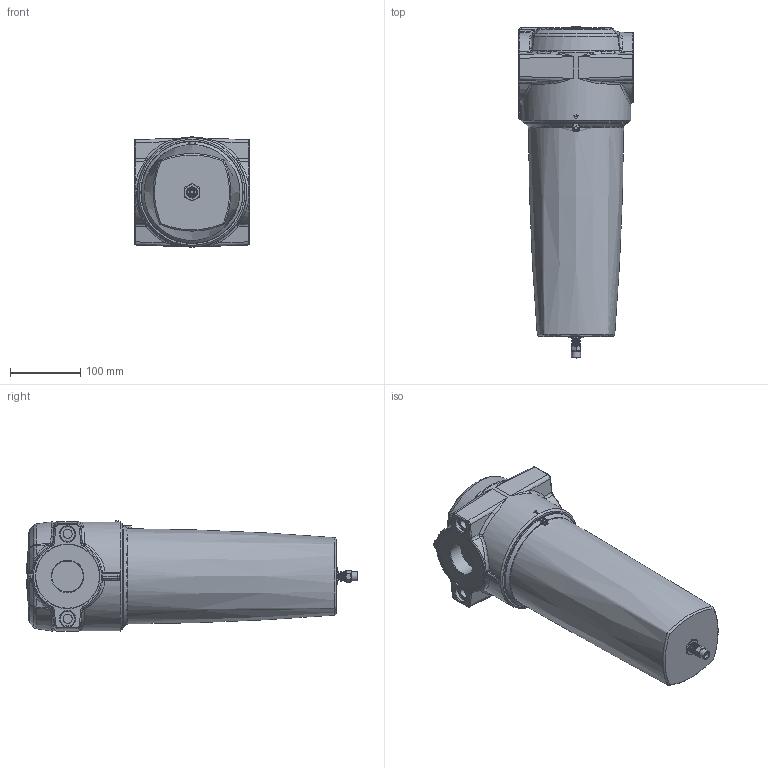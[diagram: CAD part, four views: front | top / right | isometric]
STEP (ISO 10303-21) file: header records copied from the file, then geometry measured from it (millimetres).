
FILE_DESCRIPTION(/* description */ (''),/* implementation_level */ '2;1');
FILE_NAME(/* name */ 'AAP035GGFX.stp',/* time_stamp */ '2017-06-06T16:56:23+05:00',/* author */ ('Mb00460695'),/* organization */ (''),/* preprocessor_version */ 'ST-DEVELOPER v16.1',/* originating_system */ 'Autodesk Inventor 2016',/* authorisation */ '');
FILE_SCHEMA (('AUTOMOTIVE_DESIGN { 1 0 10303 214 3 1 1 }'));
Length unit declared in the file: inch
Products named in the file (1): AAP035GGFX
Bounding box: 164 x 473.45 x 157 mm (x, y, z)
Volume: 6035027.4 mm3; surface area: 292960.6 mm2
Topology: 1 solids, 12 shells, 666 faces, 1555 edges, 915 vertices
Faces by surface type: bspline 269, plane 163, cylinder 136, cone 53, torus 40, sphere 5
Full cylindrical faces by diameter (mm): 4.459 x2, 5 x1, 7.8 x1, 7.9 x1, 8 x1, 8.2 x1, 8.5 x1, 8.8 x1, 9 x2, 9.4 x1, 11 x1, 11.5 x1, 13 x5, 14 x4, 44.845 x2, 146 x1, 156 x1
Entity records: 27539 total; most frequent: CARTESIAN_POINT 13794, ORIENTED_EDGE 2894, DIRECTION 2269, EDGE_CURVE 1447, AXIS2_PLACEMENT_3D 967, VERTEX_POINT 898, EDGE_LOOP 765, FACE_OUTER_BOUND 666
